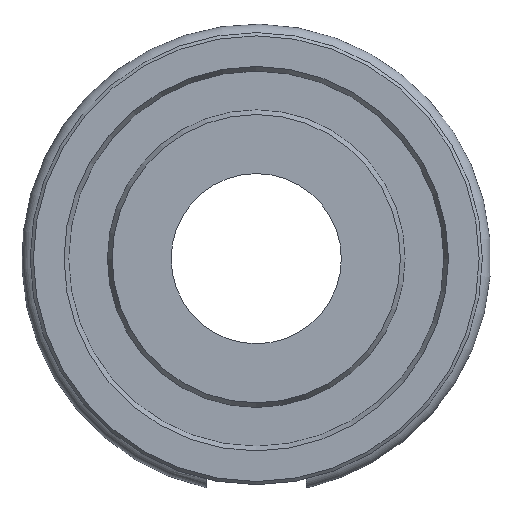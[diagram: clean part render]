
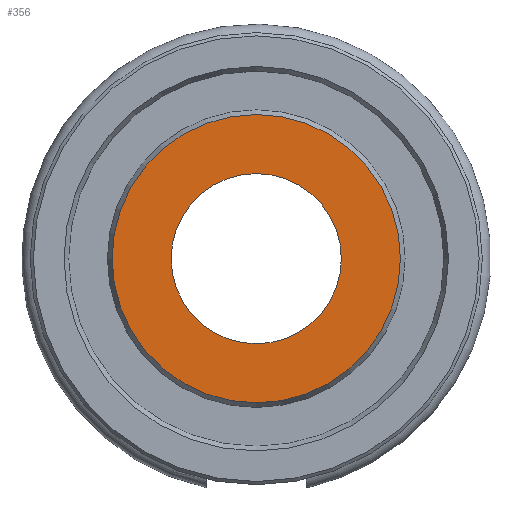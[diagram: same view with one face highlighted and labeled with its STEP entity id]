
A CAD part, front view. The second image highlights one B-rep face of the part: STEP entity #356.
In plain terms, the highlighted planar face has unit normal (0, -1, 0).
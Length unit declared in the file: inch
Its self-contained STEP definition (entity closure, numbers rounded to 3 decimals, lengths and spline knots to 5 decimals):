
#14 = DIRECTION ( 'NONE',  ( 0., -1., 0. ) ) ;
#23 = DIRECTION ( 'NONE',  ( 0., 0., -1. ) ) ;
#39 = EDGE_LOOP ( 'NONE', ( #239 ) ) ;
#44 = CIRCLE ( 'NONE', #737, 0.18 ) ;
#99 = CARTESIAN_POINT ( 'NONE',  ( 0.00847, 0.00178, -0.18 ) ) ;
#109 = CARTESIAN_POINT ( 'NONE',  ( 0.00847, 0.00178, 0. ) ) ;
#176 = DIRECTION ( 'NONE',  ( 0., 0., 1. ) ) ;
#186 = CARTESIAN_POINT ( 'NONE',  ( 0.00847, 0.00178, 0.10625 ) ) ;
#195 = FACE_BOUND ( 'NONE', #39, .T. ) ;
#239 = ORIENTED_EDGE ( 'NONE', *, *, #876, .T. ) ;
#259 = DIRECTION ( 'NONE',  ( 0., 1., 0. ) ) ;
#326 = DIRECTION ( 'NONE',  ( 0., 0., 1. ) ) ;
#356 = ADVANCED_FACE ( 'NONE', ( #195, #556 ), #469, .F. ) ;
#378 = AXIS2_PLACEMENT_3D ( 'NONE', #919, #859, #176 ) ;
#420 = VERTEX_POINT ( 'NONE', #186 ) ;
#459 = EDGE_LOOP ( 'NONE', ( #599 ) ) ;
#469 = PLANE ( 'NONE',  #817 ) ;
#556 = FACE_OUTER_BOUND ( 'NONE', #459, .T. ) ;
#599 = ORIENTED_EDGE ( 'NONE', *, *, #825, .T. ) ;
#628 = VERTEX_POINT ( 'NONE', #99 ) ;
#737 = AXIS2_PLACEMENT_3D ( 'NONE', #850, #14, #23 ) ;
#777 = CIRCLE ( 'NONE', #378, 0.10625 ) ;
#817 = AXIS2_PLACEMENT_3D ( 'NONE', #109, #259, #326 ) ;
#825 = EDGE_CURVE ( 'NONE', #628, #628, #44, .T. ) ;
#850 = CARTESIAN_POINT ( 'NONE',  ( 0.00847, 0.00178, 0. ) ) ;
#859 = DIRECTION ( 'NONE',  ( 0., 1., 0. ) ) ;
#876 = EDGE_CURVE ( 'NONE', #420, #420, #777, .T. ) ;
#919 = CARTESIAN_POINT ( 'NONE',  ( 0.00847, 0.00178, 0. ) ) ;
